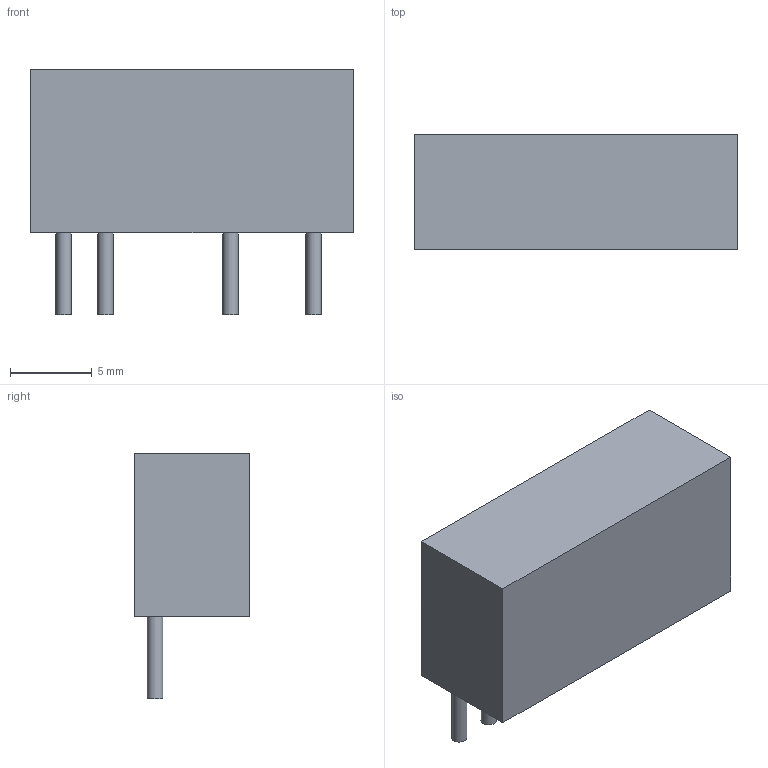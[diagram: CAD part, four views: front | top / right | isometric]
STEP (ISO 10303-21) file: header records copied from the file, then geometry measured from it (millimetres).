
FILE_DESCRIPTION(('FreeCAD Model'),'2;1');
FILE_NAME('1197769.1.2.stp','2018-10-16T16:59:44',( 'Author'),(''),'Open CASCADE STEP processor 6.8','FreeCAD','Unknown' );
FILE_SCHEMA(('AUTOMOTIVE_DESIGN_CC2 { 1 2 10303 214 -1 1 5 4 }'));
Length unit declared in the file: millimetre
Products named in the file (3): ASSEMBLY; Body; Leads
Assembly tree (5 placements, depth 2):
  ASSEMBLY
    Body
    Leads  x4
Bounding box: 19.65 x 7.05 x 15 mm (x, y, z)
Volume: 1442 mm3; surface area: 1072.5 mm2
Topology: 17 solids, 17 shells, 54 faces, 60 edges, 40 vertices
Faces by surface type: plane 38, cylinder 16
Full cylindrical faces by diameter (mm): 0.95 x16
Entity records: 799 total; most frequent: DIRECTION 128, CARTESIAN_POINT 112, LINE 56, VECTOR 56, ORIENTED_EDGE 48, PCURVE 48, DEFINITIONAL_REPRESENTATION 48, AXIS2_PLACEMENT_3D 32
